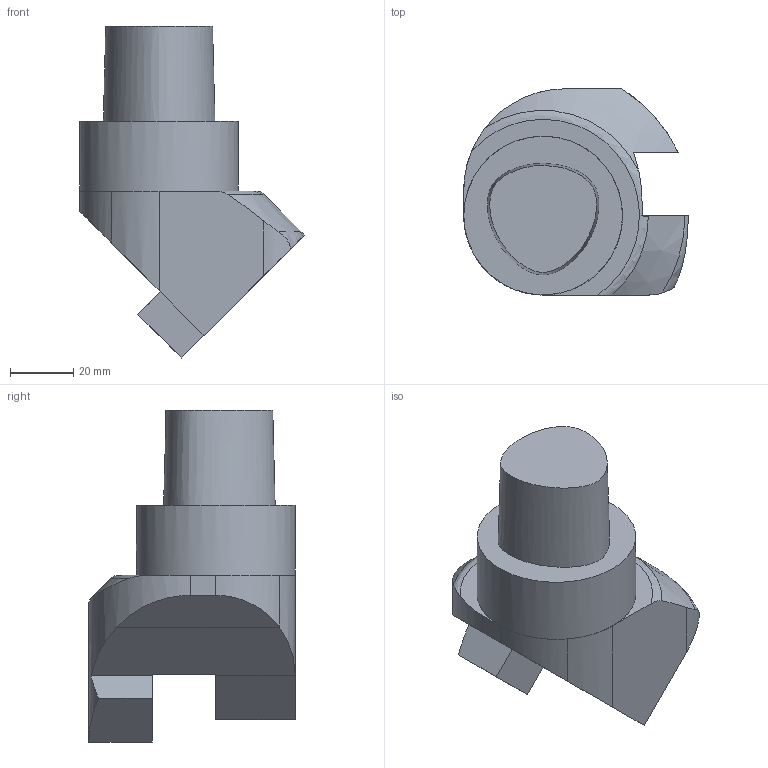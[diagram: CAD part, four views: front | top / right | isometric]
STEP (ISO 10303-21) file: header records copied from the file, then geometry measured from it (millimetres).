
FILE_DESCRIPTION((''),'1');
FILE_NAME('C5-45-BH20R-5838.stp','2017-05-03T03:52:46',(''),(''),'Spatial Interop R21 SP3','Kubotek KeyCreator 2011 V10.0.2 (22737)',' ');
FILE_SCHEMA(('automotive_design'));
Length unit declared in the file: millimetre
Products named in the file (1): 240[2]
Bounding box: 70.71 x 65 x 104.59 mm (x, y, z)
Volume: 165246 mm3; surface area: 21854.5 mm2
Topology: 1 solids, 1 shells, 28 faces, 71 edges, 47 vertices
Faces by surface type: plane 16, cylinder 7, cone 2, torus 2, bspline 1
Full cylindrical faces by diameter (mm): 49.98 x1
Entity records: 2168 total; most frequent: CARTESIAN_POINT 793, ORIENTED_EDGE 140, DIRECTION 133, PRESENTATION_STYLE_ASSIGNMENT 128, COLOUR_RGB 128, STYLED_ITEM 99, CURVE_STYLE 99, DRAUGHTING_PRE_DEFINED_CURVE_FONT 99
